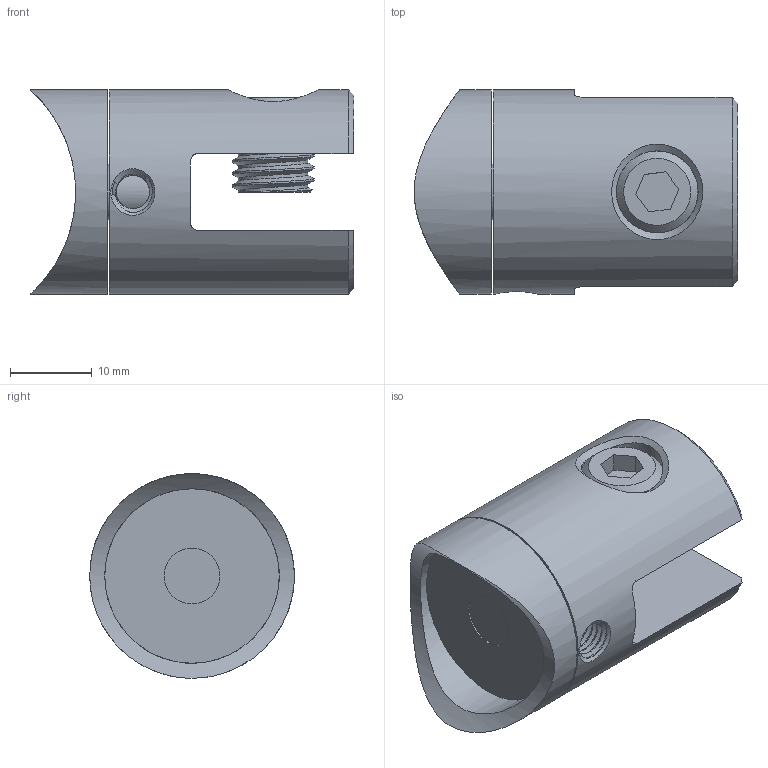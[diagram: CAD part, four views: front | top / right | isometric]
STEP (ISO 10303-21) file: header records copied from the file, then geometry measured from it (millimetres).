
FILE_DESCRIPTION(/* description */ (''),/* implementation_level */ '2;1');
FILE_NAME(/* name */ 'Glasklemmen_X105.stp',/* time_stamp */ '2017-08-09T15:20:23+02:00',/* author */ (''),/* organization */ (''),/* preprocessor_version */ 'ST-DEVELOPER v16',/* originating_system */ 'SIEMENS PLM Software NX 11.0',/* authorisation */ '');
FILE_SCHEMA (('AUTOMOTIVE_DESIGN { 1 0 10303 214 3 1 1 1 }'));
Length unit declared in the file: millimetre
Products named in the file (1): Goge0EC4D08Df641
Bounding box: 39.55 x 25 x 25 mm (x, y, z)
Volume: 11882.4 mm3; surface area: 6392.1 mm2
Topology: 2 solids, 2 shells, 50 faces, 123 edges, 85 vertices
Faces by surface type: plane 19, cylinder 17, bspline 10, cone 4
Full cylindrical faces by diameter (mm): 6.8 x2, 10 x1, 21.326 x1, 25 x2
Entity records: 8391 total; most frequent: CARTESIAN_POINT 7350, ORIENTED_EDGE 212, DIRECTION 153, EDGE_CURVE 106, VERTEX_POINT 76, EDGE_LOOP 68, AXIS2_PLACEMENT_3D 61, B_SPLINE_CURVE_WITH_KNOTS 56
